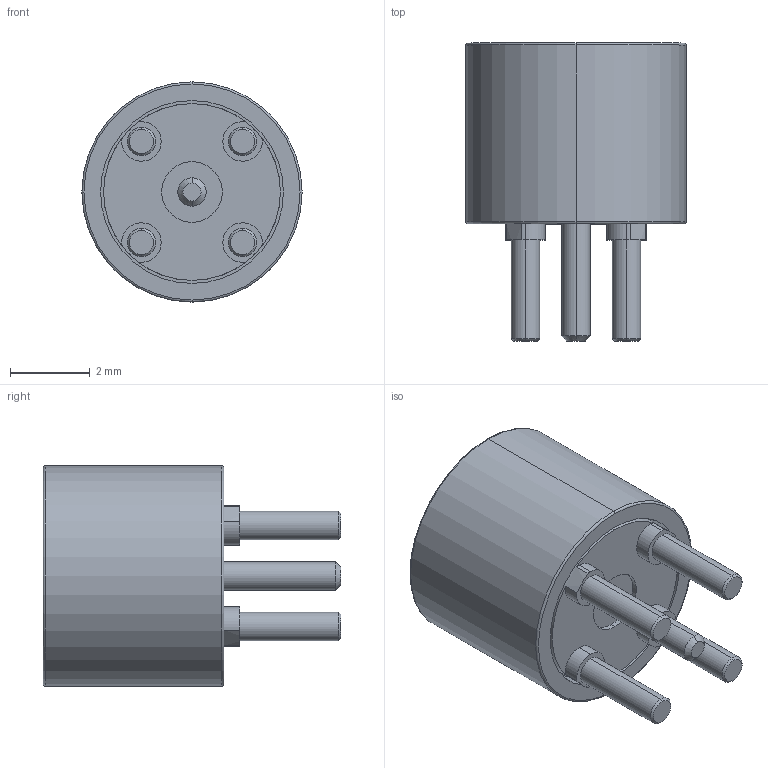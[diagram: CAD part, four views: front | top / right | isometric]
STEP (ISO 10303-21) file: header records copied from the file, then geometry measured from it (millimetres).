
FILE_DESCRIPTION (( 'STEP AP203' ), '1' );
FILE_NAME ('PE44775.step', '2018-05-04T18:14:15', ( '' ), ( '' ), 'SwSTEP 2.0', 'SolidWorks 2017', '' );
FILE_SCHEMA (( 'CONFIG_CONTROL_DESIGN' ));
Length unit declared in the file: inch
Products named in the file (1): PE44775
Bounding box: 5.54 x 7.49 x 5.54 mm (x, y, z)
Volume: 90.9 mm3; surface area: 203.3 mm2
Topology: 1 solids, 1 shells, 78 faces, 174 edges, 107 vertices
Faces by surface type: cylinder 40, cone 16, plane 16, torus 4, sphere 2
Entity records: 2263 total; most frequent: DIRECTION 442, CARTESIAN_POINT 358, ORIENTED_EDGE 344, AXIS2_PLACEMENT_3D 191, EDGE_CURVE 172, CIRCLE 112, VERTEX_POINT 107, EDGE_LOOP 89
